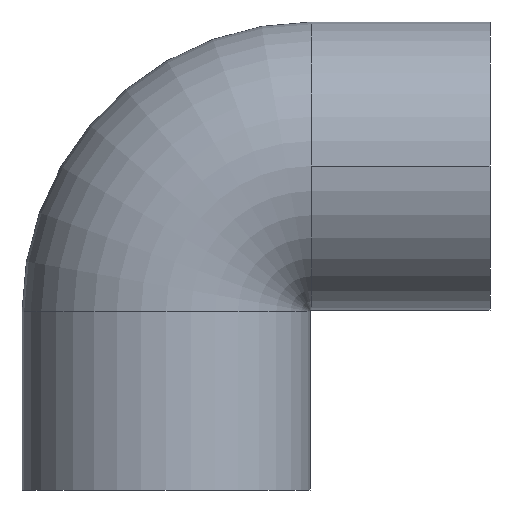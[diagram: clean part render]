
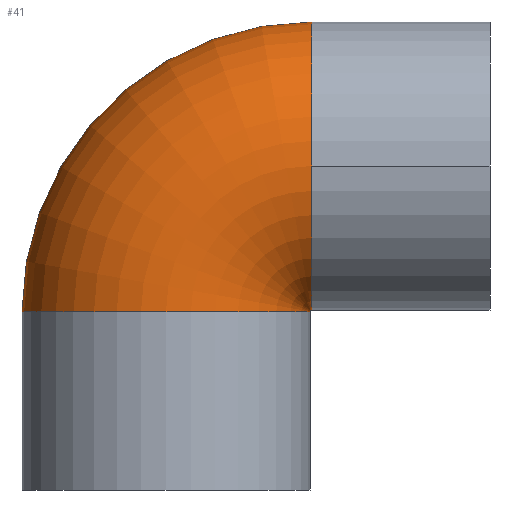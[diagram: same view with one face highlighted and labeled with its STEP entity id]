
A CAD part, front view. The second image highlights one B-rep face of the part: STEP entity #41.
In plain terms, the highlighted toroidal (fillet/blend) face has major radius 8.1 mm and minor radius 8 mm.
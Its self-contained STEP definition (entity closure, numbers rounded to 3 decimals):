
#41=ADVANCED_FACE('',(#91),#92,.T.);
#91=FACE_OUTER_BOUND('',#151,.T.);
#92=TOROIDAL_SURFACE('',#152,8.1,8.0);
#151=EDGE_LOOP('',(#205,#206,#207,#208,#209));
#152=AXIS2_PLACEMENT_3D('',#210,#211,#212);
#205=ORIENTED_EDGE('',*,*,#338,.F.);
#206=ORIENTED_EDGE('',*,*,#339,.T.);
#207=ORIENTED_EDGE('',*,*,#340,.F.);
#208=ORIENTED_EDGE('',*,*,#341,.T.);
#209=ORIENTED_EDGE('',*,*,#342,.T.);
#210=CARTESIAN_POINT('',(8.1,0.,9.9));
#211=DIRECTION('',(-0.0,1.0,0.0));
#212=DIRECTION('',(1.0,0.0,0.0));
#338=EDGE_CURVE('',#389,#390,#391,.T.);
#339=EDGE_CURVE('',#389,#392,#393,.T.);
#340=EDGE_CURVE('',#394,#392,#395,.T.);
#341=EDGE_CURVE('',#394,#396,#397,.T.);
#342=EDGE_CURVE('',#396,#390,#398,.T.);
#389=VERTEX_POINT('',#462);
#390=VERTEX_POINT('',#463);
#391=CIRCLE('',#464,16.1);
#392=VERTEX_POINT('',#465);
#393=CIRCLE('',#466,8.0);
#394=VERTEX_POINT('',#467);
#395=CIRCLE('',#468,0.1);
#396=VERTEX_POINT('',#469);
#397=CIRCLE('',#470,8.0);
#398=CIRCLE('',#471,8.0);
#462=CARTESIAN_POINT('',(-8.0,0.,9.9));
#463=CARTESIAN_POINT('',(8.1,0.,26.0));
#464=AXIS2_PLACEMENT_3D('',#674,#675,#676);
#465=CARTESIAN_POINT('',(8.0,0.0,9.9));
#466=AXIS2_PLACEMENT_3D('',#677,#678,#679);
#467=CARTESIAN_POINT('',(8.1,0.,10.0));
#468=AXIS2_PLACEMENT_3D('',#680,#681,#682);
#469=CARTESIAN_POINT('',(8.1,-8.0,18.0));
#470=AXIS2_PLACEMENT_3D('',#683,#684,#685);
#471=AXIS2_PLACEMENT_3D('',#686,#687,#688);
#674=CARTESIAN_POINT('',(8.1,0.,9.9));
#675=DIRECTION('',(0.0,1.0,0.0));
#676=DIRECTION('',(0.0,0.0,1.0));
#677=CARTESIAN_POINT('',(0.0,0.,9.9));
#678=DIRECTION('',(0.0,0.0,1.0));
#679=DIRECTION('',(1.0,0.,0.0));
#680=CARTESIAN_POINT('',(8.1,0.,9.9));
#681=DIRECTION('',(0.0,-1.0,0.0));
#682=DIRECTION('',(0.0,0.0,1.0));
#683=CARTESIAN_POINT('',(8.1,0.,18.0));
#684=DIRECTION('',(-1.0,0.0,0.));
#685=DIRECTION('',(0.,0.,-1.0));
#686=CARTESIAN_POINT('',(8.1,0.,18.0));
#687=DIRECTION('',(-1.0,0.0,0.));
#688=DIRECTION('',(0.,0.,-1.0));
